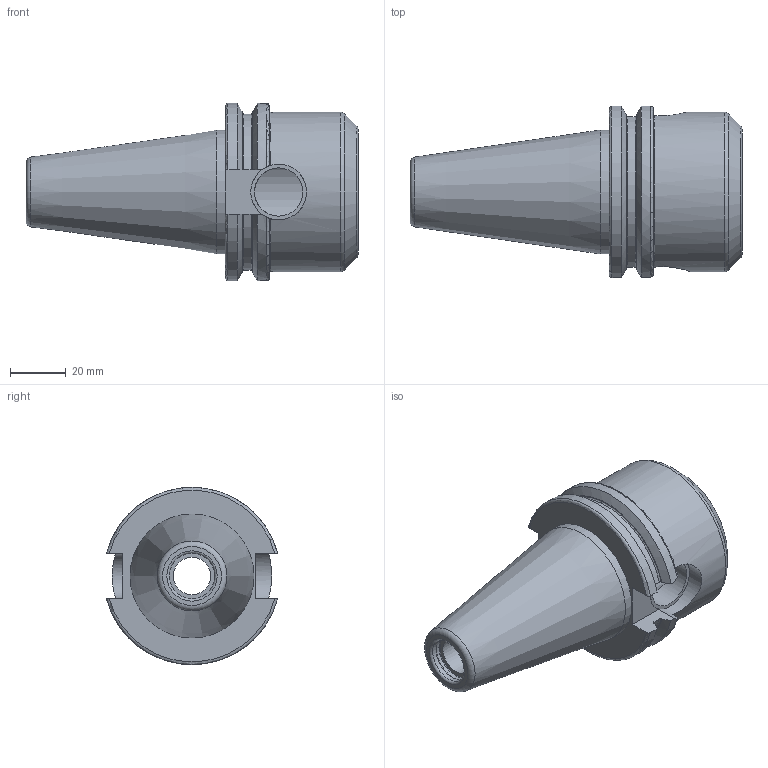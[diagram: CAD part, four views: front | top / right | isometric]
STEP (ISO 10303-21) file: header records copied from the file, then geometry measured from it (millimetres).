
FILE_DESCRIPTION(/* description */ (''),/* implementation_level */ '2;1');
FILE_NAME(/* name */ 'CAT40-EM125-0200.stp',/* time_stamp */ '2019-07-16T12:19:22-05:00',/* author */ ('ldfli'),/* organization */ ('Pioneer N.A.'),/* preprocessor_version */ 'ST-DEVELOPER v18',/* originating_system */ 'Autodesk Inventor LT',/* authorisation */ '');
FILE_SCHEMA (('AUTOMOTIVE_DESIGN { 1 0 10303 214 3 1 1 }'));
Length unit declared in the file: millimetre
Products named in the file (1): CAT40-EM125-0200
Bounding box: 119.05 x 61.47 x 63.55 mm (x, y, z)
Volume: 131916.8 mm3; surface area: 30460.7 mm2
Topology: 1 solids, 1 shells, 60 faces, 180 edges, 126 vertices
Faces by surface type: plane 20, cylinder 17, torus 16, cone 7
Full cylindrical faces by diameter (mm): 10 x1, 13.386 x1, 16.3 x1, 16.8 x1, 17.323 x1, 20 x1, 31.75 x1, 32.75 x1, 44.45 x1, 57.15 x1
Entity records: 2348 total; most frequent: CARTESIAN_POINT 648, ORIENTED_EDGE 360, DIRECTION 356, EDGE_CURVE 180, AXIS2_PLACEMENT_3D 151, VERTEX_POINT 126, CIRCLE 90, EDGE_LOOP 68
